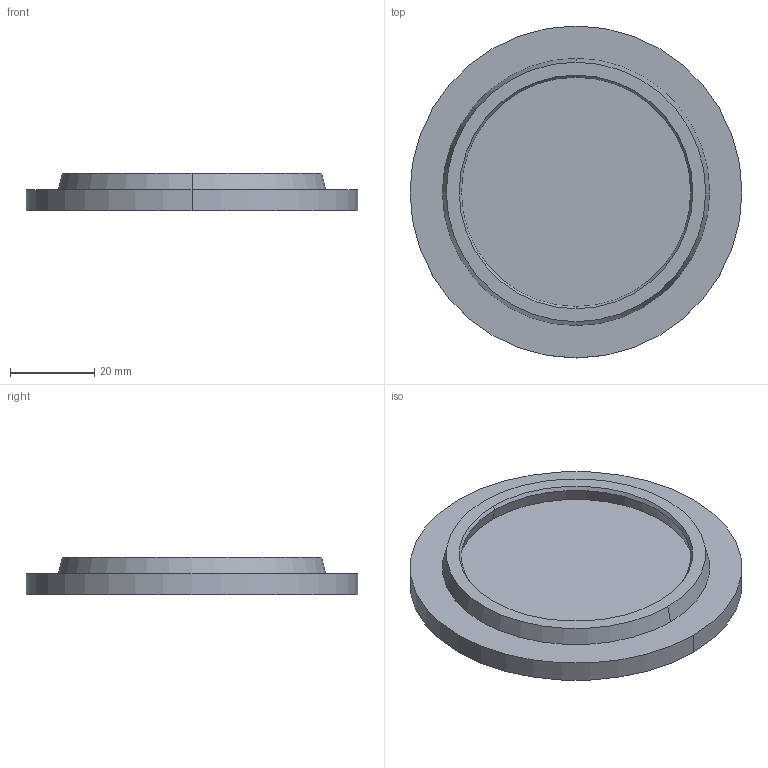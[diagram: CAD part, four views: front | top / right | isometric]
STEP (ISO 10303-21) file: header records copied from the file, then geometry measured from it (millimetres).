
FILE_DESCRIPTION(('STEP AP214'),'1');
FILE_NAME('cctmp_ADF70EC6-0B72-4D84-80D0-CE4F94627101_2021_3_12_15_11_45_932..stp','2021-03-12T14:11:46',('Bosch Rexroth AG'),('CADClick - www.CADClick.com'),'Spatial InterOp 3D',' ','unknown authorization - (Healing Option Enabled)');
FILE_SCHEMA(('AUTOMOTIVE_DESIGN'));
Length unit declared in the file: millimetre
Products named in the file (1): 2021_03_12__15-11-45-928
Bounding box: 79 x 79 x 9 mm (x, y, z)
Volume: 27243 mm3; surface area: 12442.3 mm2
Topology: 1 solids, 1 shells, 14 faces, 28 edges, 17 vertices
Faces by surface type: cone 8, plane 4, cylinder 2
Entity records: 494 total; most frequent: DIRECTION 72, CARTESIAN_POINT 58, ORIENTED_EDGE 52, AXIS2_PLACEMENT_3D 31, EDGE_CURVE 26, EDGE_LOOP 17, VERTEX_POINT 17, CIRCLE 16
